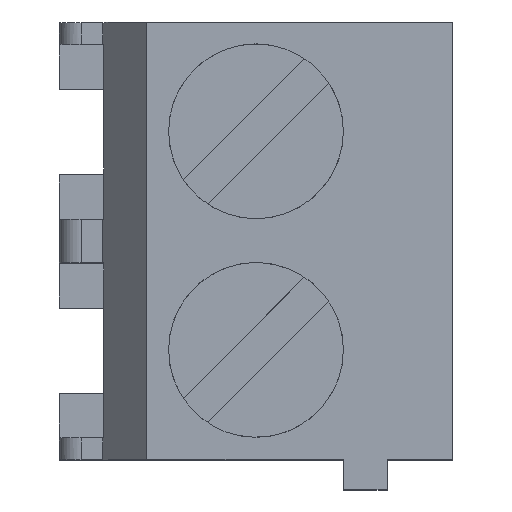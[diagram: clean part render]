
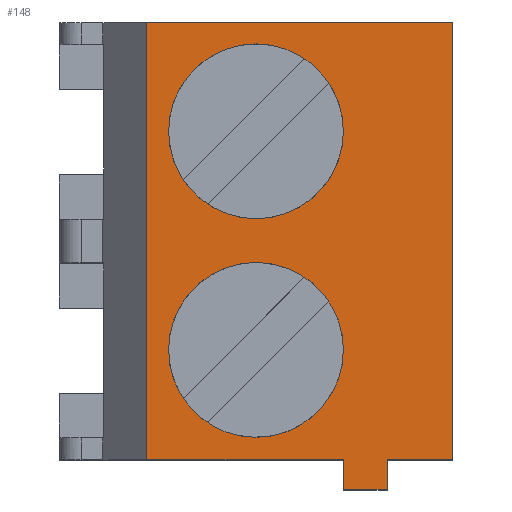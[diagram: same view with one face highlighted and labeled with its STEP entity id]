
A CAD part, top view. The second image highlights one B-rep face of the part: STEP entity #148.
In plain terms, the highlighted planar face has unit normal (0, 0, 1).
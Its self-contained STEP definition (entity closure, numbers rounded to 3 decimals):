
#13=DIRECTION('',(0.,0.,1.));
#14=DIRECTION('',(1.,0.,0.));
#58=VECTOR('',#59,1.);
#59=DIRECTION('',(0.,-1.,0.));
#62=VERTEX_POINT('',#63);
#63=CARTESIAN_POINT('',(4.5,-5.,13.5));
#67=EDGE_CURVE('',#68,#62,#70,.T.);
#68=VERTEX_POINT('',#69);
#69=CARTESIAN_POINT('',(4.5,5.,13.5));
#70=LINE('',#69,#58);
#76=DIRECTION('',(-1.,0.,0.));
#85=VECTOR('',#14,1.);
#97=VECTOR('',#76,1.);
#148=ADVANCED_FACE('',(#149,#186,#195),#204,.F.);
#149=FACE_BOUND('',#150,.F.);
#150=EDGE_LOOP('',(#151,#156,#157,#162,#168,#173,#179,#183));
#151=ORIENTED_EDGE('',*,*,#152,.F.);
#152=EDGE_CURVE('',#68,#153,#155,.T.);
#153=VERTEX_POINT('',#154);
#154=CARTESIAN_POINT('',(-2.5,5.,13.5));
#155=LINE('',#69,#97);
#156=ORIENTED_EDGE('',*,*,#67,.T.);
#157=ORIENTED_EDGE('',*,*,#158,.T.);
#158=EDGE_CURVE('',#62,#159,#161,.T.);
#159=VERTEX_POINT('',#160);
#160=CARTESIAN_POINT('',(3.,-5.,13.5));
#161=LINE('',#63,#97);
#162=ORIENTED_EDGE('',*,*,#163,.T.);
#163=EDGE_CURVE('',#159,#164,#166,.T.);
#164=VERTEX_POINT('',#165);
#165=CARTESIAN_POINT('',(3.,-5.7,13.5));
#166=LINE('',#167,#58);
#167=CARTESIAN_POINT('',(3.,-4.3,13.5));
#168=ORIENTED_EDGE('',*,*,#169,.F.);
#169=EDGE_CURVE('',#170,#164,#172,.T.);
#170=VERTEX_POINT('',#171);
#171=CARTESIAN_POINT('',(2.,-5.7,13.5));
#172=LINE('',#171,#85);
#173=ORIENTED_EDGE('',*,*,#174,.F.);
#174=EDGE_CURVE('',#175,#170,#177,.T.);
#175=VERTEX_POINT('',#176);
#176=CARTESIAN_POINT('',(2.,-5.,13.5));
#177=LINE('',#178,#58);
#178=CARTESIAN_POINT('',(2.,-4.3,13.5));
#179=ORIENTED_EDGE('',*,*,#180,.T.);
#180=EDGE_CURVE('',#175,#181,#161,.T.);
#181=VERTEX_POINT('',#182);
#182=CARTESIAN_POINT('',(-2.5,-5.,13.5));
#183=ORIENTED_EDGE('',*,*,#184,.F.);
#184=EDGE_CURVE('',#153,#181,#185,.T.);
#185=LINE('',#154,#58);
#186=FACE_BOUND('',#187,.F.);
#187=EDGE_LOOP('',(#188));
#188=ORIENTED_EDGE('',*,*,#189,.T.);
#189=EDGE_CURVE('',#190,#190,#192,.T.);
#190=VERTEX_POINT('',#191);
#191=CARTESIAN_POINT('',(2.,-2.5,13.5));
#192=CIRCLE('',#193,2.);
#193=AXIS2_PLACEMENT_3D('',#194,#13,#14);
#194=CARTESIAN_POINT('',(0.,-2.5,13.5));
#195=FACE_BOUND('',#196,.F.);
#196=EDGE_LOOP('',(#197));
#197=ORIENTED_EDGE('',*,*,#198,.T.);
#198=EDGE_CURVE('',#199,#199,#201,.T.);
#199=VERTEX_POINT('',#200);
#200=CARTESIAN_POINT('',(2.,2.5,13.5));
#201=CIRCLE('',#202,2.);
#202=AXIS2_PLACEMENT_3D('',#203,#13,#14);
#203=CARTESIAN_POINT('',(0.,2.5,13.5));
#204=PLANE('',#205);
#205=AXIS2_PLACEMENT_3D('',#69,#206,#76);
#206=DIRECTION('',(0.,0.,-1.));
